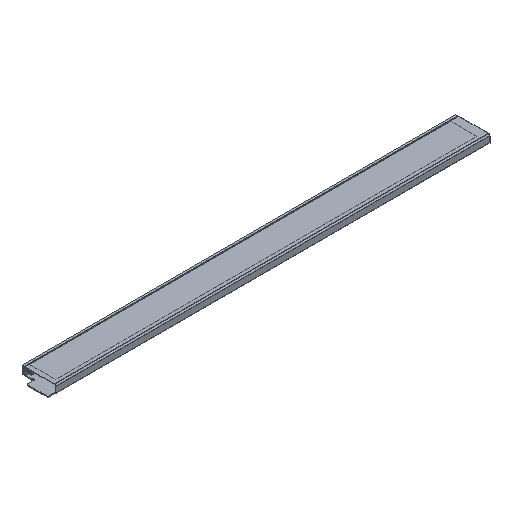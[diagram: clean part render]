
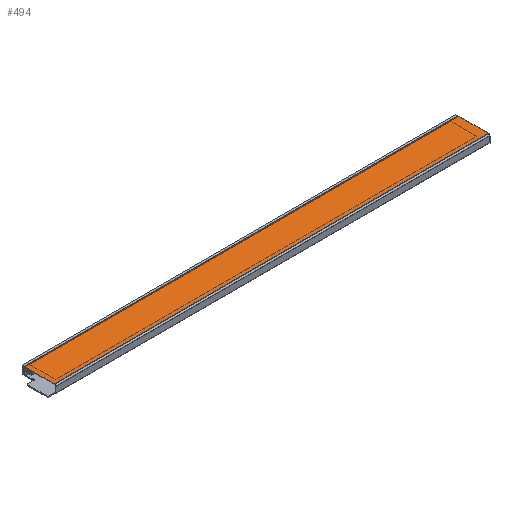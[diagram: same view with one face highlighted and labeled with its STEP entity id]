
A CAD part, isometric view. The second image highlights one B-rep face of the part: STEP entity #494.
In plain terms, the highlighted planar face has unit normal (0, 0, 1).
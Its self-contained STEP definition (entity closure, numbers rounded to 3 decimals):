
#27 = VECTOR ( 'NONE', #1268, 1000. ) ;
#104 = ORIENTED_EDGE ( 'NONE', *, *, #835, .T. ) ;
#132 = ORIENTED_EDGE ( 'NONE', *, *, #654, .T. ) ;
#173 = VECTOR ( 'NONE', #2116, 1000. ) ;
#190 = VERTEX_POINT ( 'NONE', #380 ) ;
#243 = EDGE_LOOP ( 'NONE', ( #403, #132, #1618, #104 ) ) ;
#282 = CARTESIAN_POINT ( 'NONE',  ( -2., 0.7, 0. ) ) ;
#341 = CARTESIAN_POINT ( 'NONE',  ( -2., 0., 0. ) ) ;
#380 = CARTESIAN_POINT ( 'NONE',  ( 183.5, 0.7, 0. ) ) ;
#403 = ORIENTED_EDGE ( 'NONE', *, *, #976, .T. ) ;
#464 = VERTEX_POINT ( 'NONE', #282 ) ;
#493 = CARTESIAN_POINT ( 'NONE',  ( 183.5, 13.4, 0. ) ) ;
#494 = ADVANCED_FACE ( 'NONE', ( #1017 ), #954, .F. ) ;
#499 = CARTESIAN_POINT ( 'NONE',  ( -2., 13.4, 0. ) ) ;
#518 = LINE ( 'NONE', #1522, #764 ) ;
#529 = DIRECTION ( 'NONE',  ( -1., 0., 0. ) ) ;
#602 = DIRECTION ( 'NONE',  ( 0., 0., -1. ) ) ;
#609 = CARTESIAN_POINT ( 'NONE',  ( 0., 0., 0. ) ) ;
#654 = EDGE_CURVE ( 'NONE', #190, #706, #518, .T. ) ;
#669 = CARTESIAN_POINT ( 'NONE',  ( -2., 13.4, 0. ) ) ;
#706 = VERTEX_POINT ( 'NONE', #493 ) ;
#764 = VECTOR ( 'NONE', #1711, 1000. ) ;
#835 = EDGE_CURVE ( 'NONE', #1421, #464, #1244, .T. ) ;
#954 = PLANE ( 'NONE',  #1134 ) ;
#976 = EDGE_CURVE ( 'NONE', #464, #190, #1574, .T. ) ;
#1017 = FACE_OUTER_BOUND ( 'NONE', #243, .T. ) ;
#1134 = AXIS2_PLACEMENT_3D ( 'NONE', #609, #602, #2218 ) ;
#1244 = LINE ( 'NONE', #341, #173 ) ;
#1268 = DIRECTION ( 'NONE',  ( 1., 0., 0. ) ) ;
#1421 = VERTEX_POINT ( 'NONE', #669 ) ;
#1492 = EDGE_CURVE ( 'NONE', #706, #1421, #1775, .T. ) ;
#1522 = CARTESIAN_POINT ( 'NONE',  ( 183.5, 0., 0. ) ) ;
#1574 = LINE ( 'NONE', #1971, #27 ) ;
#1618 = ORIENTED_EDGE ( 'NONE', *, *, #1492, .T. ) ;
#1711 = DIRECTION ( 'NONE',  ( 0., 1., 0. ) ) ;
#1775 = LINE ( 'NONE', #499, #2244 ) ;
#1971 = CARTESIAN_POINT ( 'NONE',  ( -2., 0.7, 0. ) ) ;
#2116 = DIRECTION ( 'NONE',  ( 0., -1., 0. ) ) ;
#2218 = DIRECTION ( 'NONE',  ( -1., 0., 0. ) ) ;
#2244 = VECTOR ( 'NONE', #529, 1000. ) ;
